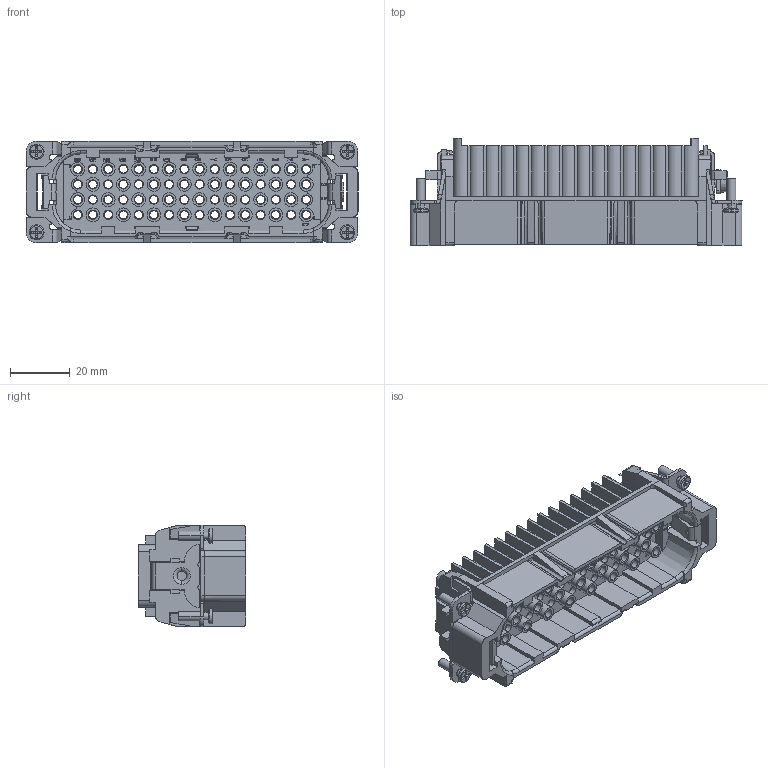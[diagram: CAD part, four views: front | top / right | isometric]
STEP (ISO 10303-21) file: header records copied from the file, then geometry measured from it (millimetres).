
FILE_DESCRIPTION((''),'2;1');
FILE_NAME('PRT0001','2017-08-23T',('tl.yang'),(''),'PRO/ENGINEER BY PARAMETRIC TECHNOLOGY CORPORATION, 2011500','PRO/ENGINEER BY PARAMETRIC TECHNOLOGY CORPORATION, 2011500','');
FILE_SCHEMA(('CONFIG_CONTROL_DESIGN'));
Products named in the file (1): PRT0001
Bounding box: 111.1 x 36 x 34 mm (x, y, z)
Volume: 44685.2 mm3; surface area: 41585.1 mm2
Topology: 1 solids, 1 shells, 3541 faces, 10140 edges, 6802 vertices
Faces by surface type: plane 2885, cylinder 544, bspline 64, cone 26, torus 14, sphere 8
Entity records: 116827 total; most frequent: CARTESIAN_POINT 23168, ORIENTED_EDGE 20264, DIRECTION 18060, EDGE_CURVE 10132, VECTOR 8590, LINE 8590, VERTEX_POINT 6802, AXIS2_PLACEMENT_3D 4735
